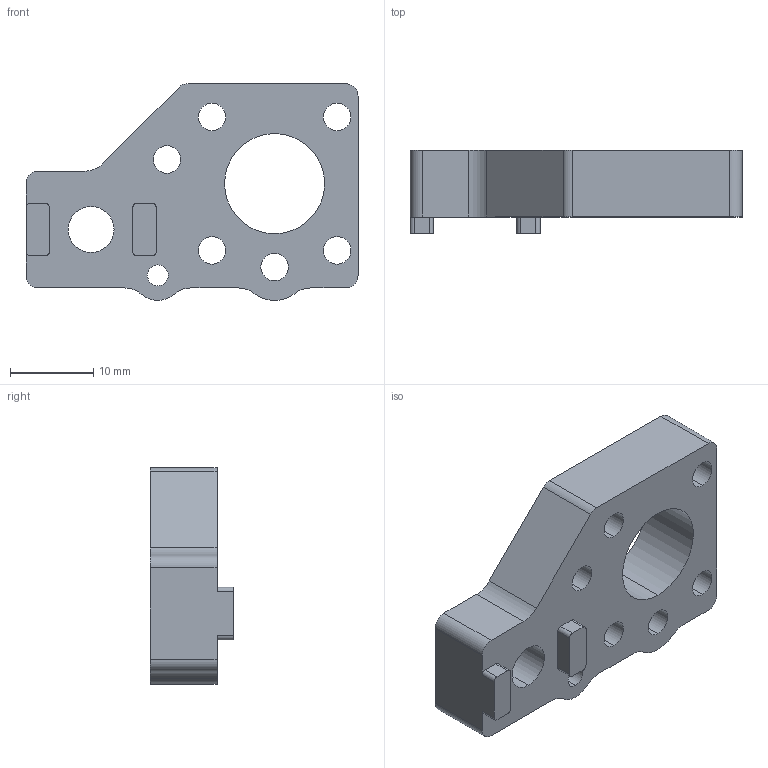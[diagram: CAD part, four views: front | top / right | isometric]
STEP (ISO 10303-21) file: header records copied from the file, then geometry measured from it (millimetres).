
FILE_DESCRIPTION (( 'STEP AP203' ), '1' );
FILE_NAME ('TT_X_衵.STEP', '2023-07-19T05:47:31', ( 'Leo' ), ( '' ), 'SwSTEP 2.0', 'SolidWorks 2018', '' );
FILE_SCHEMA (( 'CONFIG_CONTROL_DESIGN' ));
Length unit declared in the file: millimetre
Products named in the file (1): TT_X_ﾓﾒ
Bounding box: 39.8 x 10 x 26 mm (x, y, z)
Volume: 5056.9 mm3; surface area: 3282.1 mm2
Topology: 1 solids, 1 shells, 67 faces, 188 edges, 122 vertices
Faces by surface type: cylinder 38, plane 19, cone 10
Entity records: 2332 total; most frequent: CARTESIAN_POINT 413, DIRECTION 409, ORIENTED_EDGE 376, EDGE_CURVE 188, AXIS2_PLACEMENT_3D 156, VERTEX_POINT 122, VECTOR 97, LINE 97
